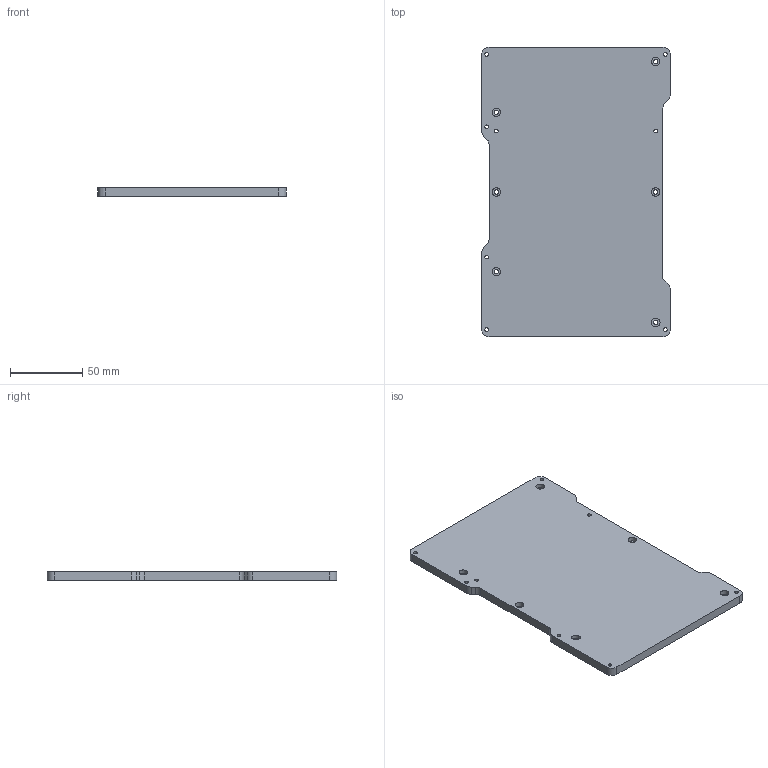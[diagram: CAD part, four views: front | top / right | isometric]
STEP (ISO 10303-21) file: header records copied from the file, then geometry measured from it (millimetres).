
FILE_DESCRIPTION(/* description */ (''),/* implementation_level */ '2;1');
FILE_NAME(/* name */ 'Dragon_Bed_200.step',/* time_stamp */ '2022-05-23T21:19:03-07:00',/* author */ (''),/* organization */ (''),/* preprocessor_version */ 'ST-DEVELOPER v18.1',/* originating_system */ 'Autodesk Translation Framework v10.14.0.1471',/* authorisation */ '');
FILE_SCHEMA (('AUTOMOTIVE_DESIGN { 1 0 10303 214 3 1 1 }'));
Length unit declared in the file: millimetre
Products named in the file (1): Dragon_Bed_200
Bounding box: 130 x 200 x 6.15 mm (x, y, z)
Volume: 152758.5 mm3; surface area: 54734.9 mm2
Topology: 1 solids, 1 shells, 51 faces, 129 edges, 86 vertices
Faces by surface type: cylinder 31, plane 20
Full cylindrical faces by diameter (mm): 2.5 x8, 3 x6, 5.8 x5, 6 x1
Entity records: 1661 total; most frequent: DIRECTION 295, CARTESIAN_POINT 267, ORIENTED_EDGE 258, EDGE_CURVE 129, AXIS2_PLACEMENT_3D 114, VERTEX_POINT 86, EDGE_LOOP 85, LINE 67
